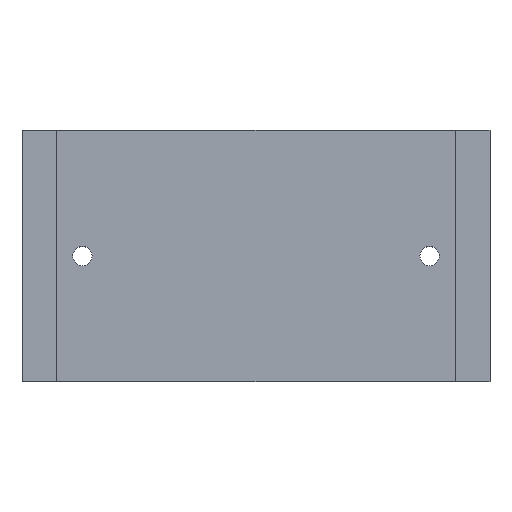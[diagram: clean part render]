
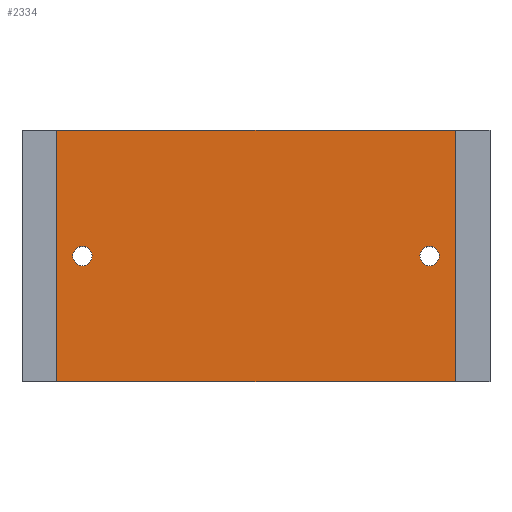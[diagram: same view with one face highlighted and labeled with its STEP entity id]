
A CAD part, top view. The second image highlights one B-rep face of the part: STEP entity #2334.
In plain terms, the highlighted planar face has unit normal (0, 0, 1).
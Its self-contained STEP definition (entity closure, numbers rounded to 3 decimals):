
#79=CIRCLE('',#2436,2.75);
#80=CIRCLE('',#2437,2.75);
#91=ORIENTED_EDGE('',*,*,#563,.T.);
#92=ORIENTED_EDGE('',*,*,#564,.T.);
#93=ORIENTED_EDGE('',*,*,#565,.T.);
#94=ORIENTED_EDGE('',*,*,#566,.T.);
#95=ORIENTED_EDGE('',*,*,#567,.F.);
#96=ORIENTED_EDGE('',*,*,#568,.F.);
#563=EDGE_CURVE('',#799,#800,#963,.T.);
#564=EDGE_CURVE('',#800,#801,#964,.T.);
#565=EDGE_CURVE('',#801,#802,#965,.T.);
#566=EDGE_CURVE('',#802,#799,#966,.T.);
#567=EDGE_CURVE('',#803,#803,#79,.T.);
#568=EDGE_CURVE('',#804,#804,#80,.T.);
#799=VERTEX_POINT('',#2908);
#800=VERTEX_POINT('',#2909);
#801=VERTEX_POINT('',#2911);
#802=VERTEX_POINT('',#2913);
#803=VERTEX_POINT('',#2916);
#804=VERTEX_POINT('',#2918);
#963=LINE('',#2907,#1155);
#964=LINE('',#2910,#1156);
#965=LINE('',#2912,#1157);
#966=LINE('',#2914,#1158);
#1155=VECTOR('',#2531,1000.);
#1156=VECTOR('',#2532,1000.);
#1157=VECTOR('',#2533,1000.);
#1158=VECTOR('',#2534,1000.);
#1347=EDGE_LOOP('',(#91,#92,#93,#94));
#1348=EDGE_LOOP('',(#95));
#1349=EDGE_LOOP('',(#96));
#1467=FACE_BOUND('',#1347,.T.);
#1468=FACE_BOUND('',#1348,.T.);
#1469=FACE_BOUND('',#1349,.T.);
#1589=PLANE('',#2435);
#2334=ADVANCED_FACE('',(#1467,#1468,#1469),#1589,.T.);
#2435=AXIS2_PLACEMENT_3D('',#2906,#2529,#2530);
#2436=AXIS2_PLACEMENT_3D('',#2915,#2535,#2536);
#2437=AXIS2_PLACEMENT_3D('',#2917,#2537,#2538);
#2529=DIRECTION('',(0.,0.,1.));
#2530=DIRECTION('',(1.,0.,0.));
#2531=DIRECTION('',(0.,-1.,0.));
#2532=DIRECTION('',(1.,0.,0.));
#2533=DIRECTION('',(0.,1.,0.));
#2534=DIRECTION('',(-1.,0.,0.));
#2535=DIRECTION('',(0.,0.,1.));
#2536=DIRECTION('',(1.,0.,0.));
#2537=DIRECTION('',(0.,0.,1.));
#2538=DIRECTION('',(1.,0.,0.));
#2906=CARTESIAN_POINT('',(-67.,-36.,15.));
#2907=CARTESIAN_POINT('',(-57.,36.,15.));
#2908=CARTESIAN_POINT('',(-57.,36.,15.));
#2909=CARTESIAN_POINT('',(-57.,-36.,15.));
#2910=CARTESIAN_POINT('',(-67.,-36.,15.));
#2911=CARTESIAN_POINT('',(57.,-36.,15.));
#2912=CARTESIAN_POINT('',(57.,-36.,15.));
#2913=CARTESIAN_POINT('',(57.,36.,15.));
#2914=CARTESIAN_POINT('',(67.,36.,15.));
#2915=CARTESIAN_POINT('',(-49.7,0.,15.));
#2916=CARTESIAN_POINT('',(-46.95,0.,15.));
#2917=CARTESIAN_POINT('',(49.7,0.,15.));
#2918=CARTESIAN_POINT('',(52.45,0.,15.));
